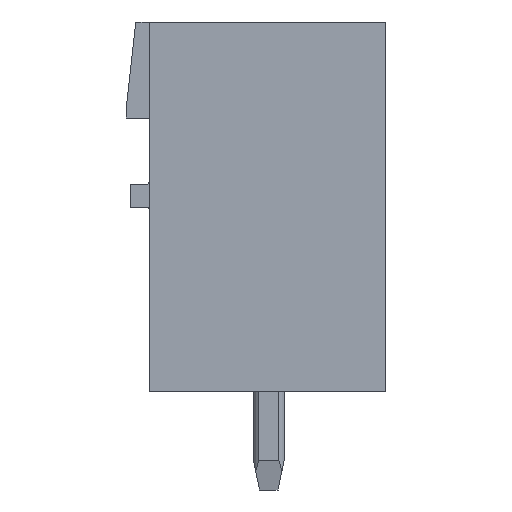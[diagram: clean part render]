
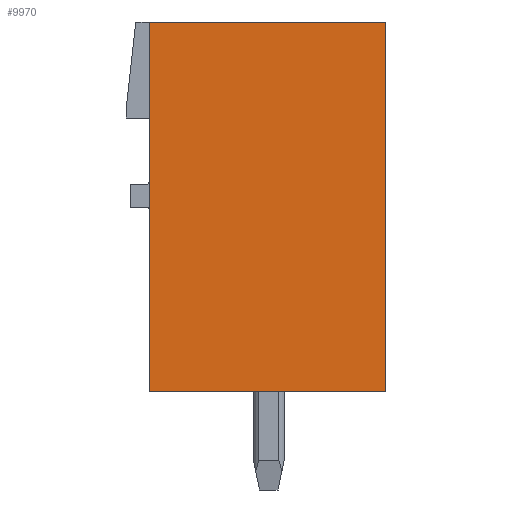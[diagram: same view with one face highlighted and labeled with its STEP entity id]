
A CAD part, left-side view. The second image highlights one B-rep face of the part: STEP entity #9970.
In plain terms, the highlighted planar face has unit normal (-1, 0, 0).
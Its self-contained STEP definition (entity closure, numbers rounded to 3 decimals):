
#9962=AXIS2_PLACEMENT_3D('Plane Axis2P3D',#9959,#9960,#9961) ;
#49=CARTESIAN_POINT('Vertex',(0.,0.,15.2)) ;
#52=CARTESIAN_POINT('Line Origine',(0.,0.,9.2)) ;
#56=CARTESIAN_POINT('Vertex',(0.,0.,3.2)) ;
#115=CARTESIAN_POINT('Vertex',(0.,7.68,15.2)) ;
#118=CARTESIAN_POINT('Line Origine',(0.,3.84,15.2)) ;
#2190=CARTESIAN_POINT('Vertex',(0.,7.68,3.2)) ;
#2193=CARTESIAN_POINT('Line Origine',(0.,7.68,9.2)) ;
#2483=CARTESIAN_POINT('Line Origine',(0.,3.84,3.2)) ;
#9959=CARTESIAN_POINT('Axis2P3D Location',(0.,0.,0.)) ;
#53=DIRECTION('Vector Direction',(0.,0.,-1.)) ;
#119=DIRECTION('Vector Direction',(0.,-1.,0.)) ;
#2194=DIRECTION('Vector Direction',(0.,0.,-1.)) ;
#2484=DIRECTION('Vector Direction',(0.,1.,0.)) ;
#9960=DIRECTION('Axis2P3D Direction',(-1.,0.,0.)) ;
#9961=DIRECTION('Axis2P3D XDirection',(0.,0.,1.)) ;
#54=VECTOR('Line Direction',#53,1.) ;
#120=VECTOR('Line Direction',#119,1.) ;
#2195=VECTOR('Line Direction',#2194,1.) ;
#2485=VECTOR('Line Direction',#2484,1.) ;
#9965=ORIENTED_EDGE('',*,*,#122,.T.) ;
#9966=ORIENTED_EDGE('',*,*,#2197,.T.) ;
#9967=ORIENTED_EDGE('',*,*,#2487,.T.) ;
#9968=ORIENTED_EDGE('',*,*,#58,.T.) ;
#9970=ADVANCED_FACE('HOUSING',(#9969),#9963,.T.) ;
#58=EDGE_CURVE('',#57,#50,#55,.F.) ;
#122=EDGE_CURVE('',#50,#116,#121,.F.) ;
#2197=EDGE_CURVE('',#116,#2191,#2196,.T.) ;
#2487=EDGE_CURVE('',#2191,#57,#2486,.F.) ;
#9964=EDGE_LOOP('',(#9965,#9966,#9967,#9968)) ;
#9969=FACE_OUTER_BOUND('',#9964,.T.) ;
#55=LINE('Line',#52,#54) ;
#121=LINE('Line',#118,#120) ;
#2196=LINE('Line',#2193,#2195) ;
#2486=LINE('Line',#2483,#2485) ;
#9963=PLANE('',#9962) ;
#50=VERTEX_POINT('',#49) ;
#57=VERTEX_POINT('',#56) ;
#116=VERTEX_POINT('',#115) ;
#2191=VERTEX_POINT('',#2190) ;
